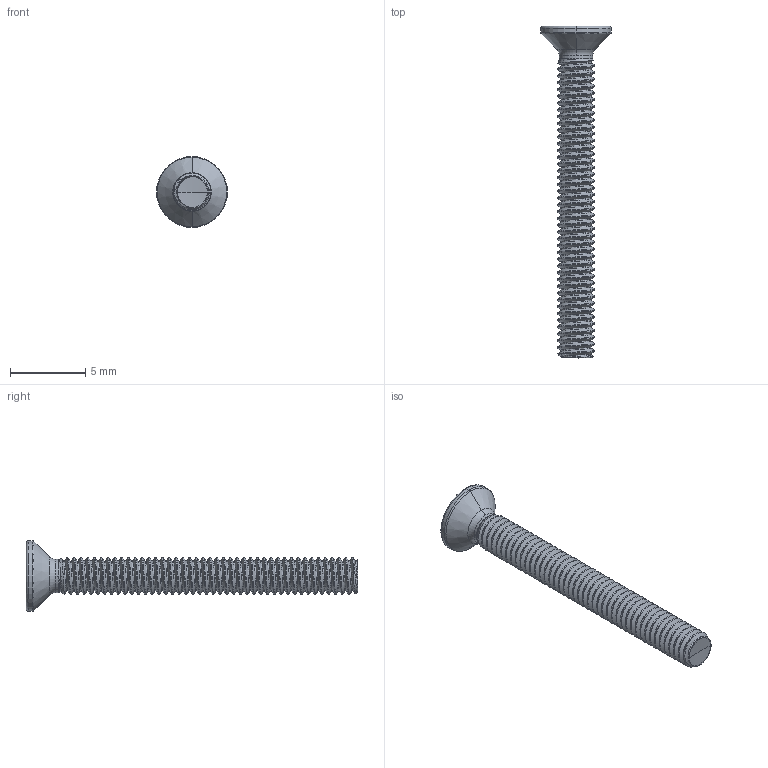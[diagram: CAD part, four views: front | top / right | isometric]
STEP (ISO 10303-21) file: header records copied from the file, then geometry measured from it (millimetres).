
FILE_DESCRIPTION (( 'STEP AP203' ), '1' );
FILE_NAME ('STM410250220.STEP', '2020-12-18T16:53:26', ( '' ), ( '' ), 'SwSTEP 2.0', 'SolidWorks 2015', '' );
FILE_SCHEMA (( 'CONFIG_CONTROL_DESIGN' ));
Length unit declared in the file: millimetre
Products named in the file (2): STM410250220
Bounding box: 4.7 x 22 x 4.7 mm (x, y, z)
Volume: 95.5 mm3; surface area: 286.7 mm2
Topology: 1 solids, 1 shells, 155 faces, 428 edges, 274 vertices
Faces by surface type: cylinder 109, bspline 18, cone 13, torus 11, sphere 2, plane 2
Entity records: 35322 total; most frequent: CARTESIAN_POINT 31933, ORIENTED_EDGE 852, DIRECTION 508, EDGE_CURVE 426, VERTEX_POINT 274, AXIS2_PLACEMENT_3D 194, EDGE_LOOP 156, FACE_OUTER_BOUND 155
